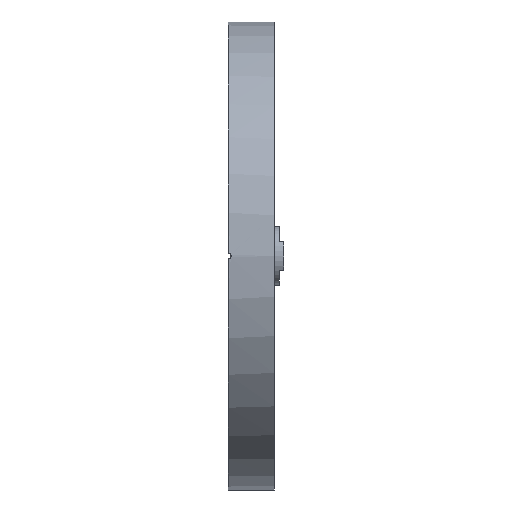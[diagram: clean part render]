
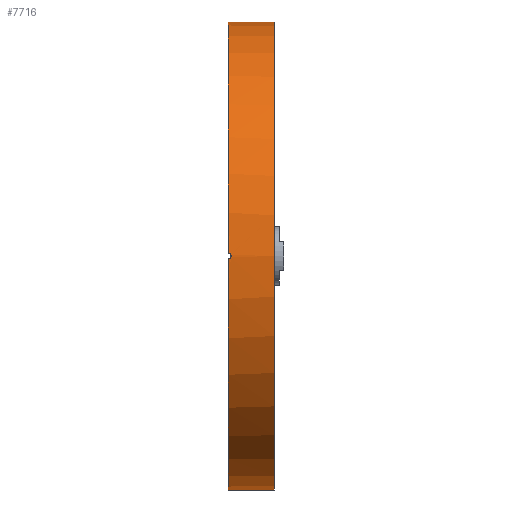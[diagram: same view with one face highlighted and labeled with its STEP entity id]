
A CAD part, left-side view. The second image highlights one B-rep face of the part: STEP entity #7716.
In plain terms, the highlighted cylindrical face has radius 76.2 mm (diameter 152.4 mm), a partial arc.
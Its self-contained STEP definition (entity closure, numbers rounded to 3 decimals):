
#48 = EDGE_CURVE ( 'NONE', #5656, #5769, #5248, .T. ) ;
#52 = EDGE_LOOP ( 'NONE', ( #6352, #7279, #1088, #12366, #1855, #10624 ) ) ;
#473 = DIRECTION ( 'NONE',  ( 0., 1., 0. ) ) ;
#719 = DIRECTION ( 'NONE',  ( 0., 1., 0. ) ) ;
#832 = DIRECTION ( 'NONE',  ( 0., 1., 0. ) ) ;
#1088 = ORIENTED_EDGE ( 'NONE', *, *, #9217, .T. ) ;
#1382 = AXIS2_PLACEMENT_3D ( 'NONE', #9494, #9691, #4552 ) ;
#1722 = CARTESIAN_POINT ( 'NONE',  ( -76.193, 0., -1. ) ) ;
#1855 = ORIENTED_EDGE ( 'NONE', *, *, #6609, .T. ) ;
#1934 = CARTESIAN_POINT ( 'NONE',  ( -76.198, -0.874, 0.503 ) ) ;
#2047 = CARTESIAN_POINT ( 'NONE',  ( 0., -15., 0. ) ) ;
#2815 = CARTESIAN_POINT ( 'NONE',  ( -76.2, -0.974, 0.263 ) ) ;
#2868 = DIRECTION ( 'NONE',  ( 0., 0., 1. ) ) ;
#2960 = CARTESIAN_POINT ( 'NONE',  ( -76.193, -0.132, 1. ) ) ;
#3063 = DIRECTION ( 'NONE',  ( 0., 1., 0. ) ) ;
#3083 = AXIS2_PLACEMENT_3D ( 'NONE', #10485, #3063, #11299 ) ;
#3621 = DIRECTION ( 'NONE',  ( 0., 0., 1. ) ) ;
#3958 = CARTESIAN_POINT ( 'NONE',  ( -76.195, -0.521, -0.893 ) ) ;
#4552 = DIRECTION ( 'NONE',  ( 0., 0., 1. ) ) ;
#4606 = EDGE_CURVE ( 'NONE', #4964, #4929, #6610, .T. ) ;
#4765 = CARTESIAN_POINT ( 'NONE',  ( -76.198, -0.874, -0.503 ) ) ;
#4910 = CARTESIAN_POINT ( 'NONE',  ( -76.2, -1., -0.13 ) ) ;
#4929 = VERTEX_POINT ( 'NONE', #8044 ) ;
#4964 = VERTEX_POINT ( 'NONE', #7180 ) ;
#5248 = CIRCLE ( 'NONE', #3083, 76.2 ) ;
#5618 = LINE ( 'NONE', #9723, #13264 ) ;
#5656 = VERTEX_POINT ( 'NONE', #6721 ) ;
#5769 = VERTEX_POINT ( 'NONE', #10621 ) ;
#5926 = CARTESIAN_POINT ( 'NONE',  ( -76.193, 0., 1. ) ) ;
#6352 = ORIENTED_EDGE ( 'NONE', *, *, #6949, .F. ) ;
#6609 = EDGE_CURVE ( 'NONE', #4964, #5769, #8140, .T. ) ;
#6610 = CIRCLE ( 'NONE', #9204, 76.2 ) ;
#6721 = CARTESIAN_POINT ( 'NONE',  ( 0., 0., -76.2 ) ) ;
#6791 = CARTESIAN_POINT ( 'NONE',  ( 0., 0., 0. ) ) ;
#6949 = EDGE_CURVE ( 'NONE', #12365, #5656, #11001, .T. ) ;
#7180 = CARTESIAN_POINT ( 'NONE',  ( -76.193, 0., 1. ) ) ;
#7185 = VERTEX_POINT ( 'NONE', #12738 ) ;
#7279 = ORIENTED_EDGE ( 'NONE', *, *, #10954, .T. ) ;
#7716 = ADVANCED_FACE ( 'NONE', ( #10219 ), #11108, .T. ) ;
#7861 = DIRECTION ( 'NONE',  ( 0., 1., 0. ) ) ;
#7948 = CARTESIAN_POINT ( 'NONE',  ( -76.196, -0.615, 0.799 ) ) ;
#8044 = CARTESIAN_POINT ( 'NONE',  ( 0., 0., 76.2 ) ) ;
#8140 = B_SPLINE_CURVE_WITH_KNOTS ( 'NONE', 3,
 ( #5926, #2960, #13213, #13077, #7948, #12218, #1934, #2815, #11057, #4910, #13146, #4765, #13000, #3958, #8884, #1722 ),
 .UNSPECIFIED., .F., .F.,
 ( 4, 2, 2, 2, 2, 2, 2, 4 ),
 ( 0., 0., 0.001, 0.001, 0.002, 0.002, 0.002, 0.003 ),
 .UNSPECIFIED. ) ;
#8356 = AXIS2_PLACEMENT_3D ( 'NONE', #2047, #832, #2868 ) ;
#8884 = CARTESIAN_POINT ( 'NONE',  ( -76.193, -0.264, -1. ) ) ;
#9204 = AXIS2_PLACEMENT_3D ( 'NONE', #6791, #7861, #3621 ) ;
#9217 = EDGE_CURVE ( 'NONE', #7185, #4929, #5618, .T. ) ;
#9494 = CARTESIAN_POINT ( 'NONE',  ( 0., -15., 0. ) ) ;
#9691 = DIRECTION ( 'NONE',  ( 0., 1., 0. ) ) ;
#9723 = CARTESIAN_POINT ( 'NONE',  ( 0., -15., 76.2 ) ) ;
#10219 = FACE_OUTER_BOUND ( 'NONE', #52, .T. ) ;
#10485 = CARTESIAN_POINT ( 'NONE',  ( 0., 0., 0. ) ) ;
#10621 = CARTESIAN_POINT ( 'NONE',  ( -76.193, 0., -1. ) ) ;
#10624 = ORIENTED_EDGE ( 'NONE', *, *, #48, .F. ) ;
#10705 = CARTESIAN_POINT ( 'NONE',  ( 0., -15., -76.2 ) ) ;
#10954 = EDGE_CURVE ( 'NONE', #12365, #7185, #11750, .T. ) ;
#11001 = LINE ( 'NONE', #11883, #11364 ) ;
#11057 = CARTESIAN_POINT ( 'NONE',  ( -76.2, -1., 0.131 ) ) ;
#11108 = CYLINDRICAL_SURFACE ( 'NONE', #8356, 76.2 ) ;
#11299 = DIRECTION ( 'NONE',  ( 0., 0., 1. ) ) ;
#11364 = VECTOR ( 'NONE', #719, 1000. ) ;
#11750 = CIRCLE ( 'NONE', #1382, 76.2 ) ;
#11883 = CARTESIAN_POINT ( 'NONE',  ( 0., -15., -76.2 ) ) ;
#12218 = CARTESIAN_POINT ( 'NONE',  ( -76.198, -0.799, 0.615 ) ) ;
#12365 = VERTEX_POINT ( 'NONE', #10705 ) ;
#12366 = ORIENTED_EDGE ( 'NONE', *, *, #4606, .F. ) ;
#12738 = CARTESIAN_POINT ( 'NONE',  ( 0., -15., 76.2 ) ) ;
#13000 = CARTESIAN_POINT ( 'NONE',  ( -76.198, -0.801, -0.613 ) ) ;
#13077 = CARTESIAN_POINT ( 'NONE',  ( -76.195, -0.504, 0.874 ) ) ;
#13146 = CARTESIAN_POINT ( 'NONE',  ( -76.2, -0.974, -0.261 ) ) ;
#13213 = CARTESIAN_POINT ( 'NONE',  ( -76.194, -0.262, 0.974 ) ) ;
#13264 = VECTOR ( 'NONE', #473, 1000. ) ;
